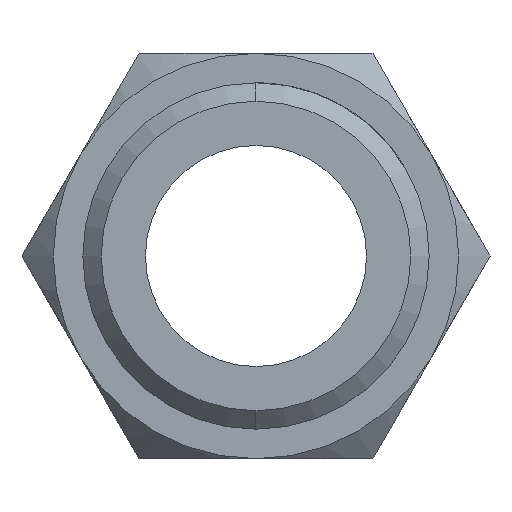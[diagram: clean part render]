
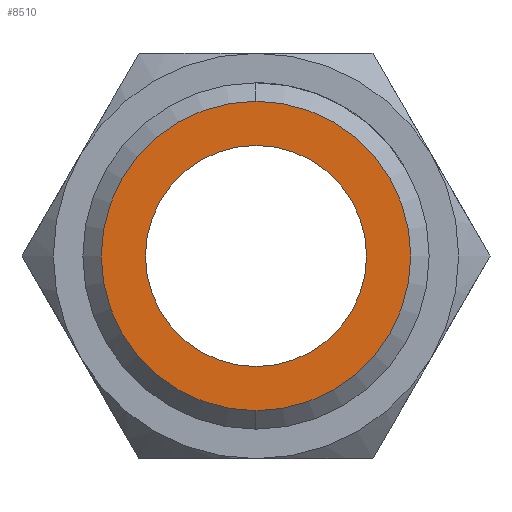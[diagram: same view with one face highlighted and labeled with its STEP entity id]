
A CAD part, left-side view. The second image highlights one B-rep face of the part: STEP entity #8510.
In plain terms, the highlighted planar face has unit normal (-1, 0, 0).
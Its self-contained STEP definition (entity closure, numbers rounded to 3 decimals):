
#34 = VERTEX_POINT ( 'NONE', #1259 ) ;
#110 = CARTESIAN_POINT ( 'NONE',  ( 0., 0., 0. ) ) ;
#250 = DIRECTION ( 'NONE',  ( -1., 0., 0. ) ) ;
#344 = ORIENTED_EDGE ( 'NONE', *, *, #7754, .T. ) ;
#440 = FACE_BOUND ( 'NONE', #1023, .T. ) ;
#480 = ORIENTED_EDGE ( 'NONE', *, *, #6874, .T. ) ;
#487 = FACE_OUTER_BOUND ( 'NONE', #2823, .T. ) ;
#568 = VERTEX_POINT ( 'NONE', #4449 ) ;
#761 = CARTESIAN_POINT ( 'NONE',  ( 0., 0., 3. ) ) ;
#975 = AXIS2_PLACEMENT_3D ( 'NONE', #4312, #3438, #4216 ) ;
#1023 = EDGE_LOOP ( 'NONE', ( #5963, #6273 ) ) ;
#1113 = DIRECTION ( 'NONE',  ( 0., 0., -1. ) ) ;
#1233 = VERTEX_POINT ( 'NONE', #761 ) ;
#1259 = CARTESIAN_POINT ( 'NONE',  ( 0., 0., 4.2 ) ) ;
#1586 = AXIS2_PLACEMENT_3D ( 'NONE', #110, #7652, #6265 ) ;
#1951 = EDGE_CURVE ( 'NONE', #4248, #1233, #2816, .T. ) ;
#2816 = CIRCLE ( 'NONE', #1586, 3. ) ;
#2823 = EDGE_LOOP ( 'NONE', ( #344, #480 ) ) ;
#3290 = CIRCLE ( 'NONE', #8831, 4.2 ) ;
#3438 = DIRECTION ( 'NONE',  ( 1., 0., 0. ) ) ;
#3479 = PLANE ( 'NONE',  #8671 ) ;
#3518 = DIRECTION ( 'NONE',  ( -1., 0., 0. ) ) ;
#4216 = DIRECTION ( 'NONE',  ( 0., 0., -1. ) ) ;
#4248 = VERTEX_POINT ( 'NONE', #4664 ) ;
#4312 = CARTESIAN_POINT ( 'NONE',  ( 0., 0., 0. ) ) ;
#4368 = CIRCLE ( 'NONE', #975, 3. ) ;
#4449 = CARTESIAN_POINT ( 'NONE',  ( 0., 0., -4.2 ) ) ;
#4664 = CARTESIAN_POINT ( 'NONE',  ( 0., 0., -3. ) ) ;
#5963 = ORIENTED_EDGE ( 'NONE', *, *, #6672, .T. ) ;
#6236 = CARTESIAN_POINT ( 'NONE',  ( 0., 0., 0. ) ) ;
#6265 = DIRECTION ( 'NONE',  ( 0., 0., -1. ) ) ;
#6273 = ORIENTED_EDGE ( 'NONE', *, *, #1951, .T. ) ;
#6672 = EDGE_CURVE ( 'NONE', #1233, #4248, #4368, .T. ) ;
#6874 = EDGE_CURVE ( 'NONE', #34, #568, #8825, .T. ) ;
#6908 = DIRECTION ( 'NONE',  ( 0., 0., -1. ) ) ;
#7005 = DIRECTION ( 'NONE',  ( 1., 0., 0. ) ) ;
#7652 = DIRECTION ( 'NONE',  ( 1., 0., 0. ) ) ;
#7754 = EDGE_CURVE ( 'NONE', #568, #34, #3290, .T. ) ;
#8045 = DIRECTION ( 'NONE',  ( 0., 0., -1. ) ) ;
#8487 = CARTESIAN_POINT ( 'NONE',  ( 0., 0., 0. ) ) ;
#8510 = ADVANCED_FACE ( 'NONE', ( #487, #440 ), #3479, .F. ) ;
#8661 = CARTESIAN_POINT ( 'NONE',  ( 0., 0., 0. ) ) ;
#8671 = AXIS2_PLACEMENT_3D ( 'NONE', #6236, #7005, #1113 ) ;
#8825 = CIRCLE ( 'NONE', #9116, 4.2 ) ;
#8831 = AXIS2_PLACEMENT_3D ( 'NONE', #8487, #250, #6908 ) ;
#9116 = AXIS2_PLACEMENT_3D ( 'NONE', #8661, #3518, #8045 ) ;
